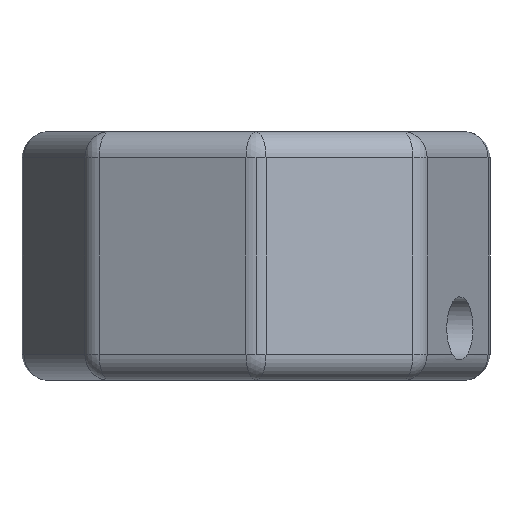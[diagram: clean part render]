
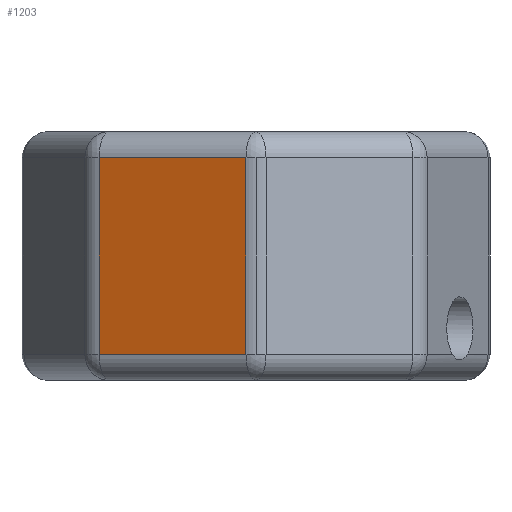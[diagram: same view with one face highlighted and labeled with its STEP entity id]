
A CAD part, left-side view. The second image highlights one B-rep face of the part: STEP entity #1203.
In plain terms, the highlighted planar face has unit normal (-0.924, 0.383, 0).
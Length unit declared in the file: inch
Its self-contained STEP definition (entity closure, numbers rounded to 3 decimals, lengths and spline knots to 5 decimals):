
#22 = CARTESIAN_POINT ( 'NONE',  ( -0.51475, 0.47214, 0.07874 ) ) ;
#33 = EDGE_CURVE ( 'NONE', #1612, #2163, #2032, .T. ) ;
#79 = CARTESIAN_POINT ( 'NONE',  ( -0.51475, 0.47214, 0.66929 ) ) ;
#115 = ORIENTED_EDGE ( 'NONE', *, *, #2240, .T. ) ;
#125 = ORIENTED_EDGE ( 'NONE', *, *, #33, .T. ) ;
#377 = VERTEX_POINT ( 'NONE', #2302 ) ;
#426 = VECTOR ( 'NONE', #848, 39.37008 ) ;
#848 = DIRECTION ( 'NONE',  ( -0.383, -0.924, 0. ) ) ;
#895 = CARTESIAN_POINT ( 'NONE',  ( -0.69784, 0.03013, 0.74803 ) ) ;
#1108 = LINE ( 'NONE', #79, #2699 ) ;
#1159 = DIRECTION ( 'NONE',  ( 0.924, -0.383, 0. ) ) ;
#1174 = EDGE_CURVE ( 'NONE', #2163, #377, #1108, .T. ) ;
#1186 = ORIENTED_EDGE ( 'NONE', *, *, #1174, .T. ) ;
#1203 = ADVANCED_FACE ( 'NONE', ( #1511 ), #2193, .F. ) ;
#1209 = CARTESIAN_POINT ( 'NONE',  ( -0.69784, 0.03013, 0.07874 ) ) ;
#1263 = CARTESIAN_POINT ( 'NONE',  ( -0.50227, 0.50227, 0.07874 ) ) ;
#1288 = EDGE_CURVE ( 'NONE', #1849, #1612, #1513, .T. ) ;
#1473 = VECTOR ( 'NONE', #1703, 39.37008 ) ;
#1511 = FACE_OUTER_BOUND ( 'NONE', #2681, .T. ) ;
#1513 = LINE ( 'NONE', #1263, #426 ) ;
#1612 = VERTEX_POINT ( 'NONE', #1209 ) ;
#1679 = CARTESIAN_POINT ( 'NONE',  ( -0.69784, 0.03013, 0.66929 ) ) ;
#1703 = DIRECTION ( 'NONE',  ( 0., 0., 1. ) ) ;
#1705 = AXIS2_PLACEMENT_3D ( 'NONE', #1770, #1159, #1761 ) ;
#1761 = DIRECTION ( 'NONE',  ( 0.383, 0.924, 0. ) ) ;
#1770 = CARTESIAN_POINT ( 'NONE',  ( -0.50227, 0.50227, 0.74803 ) ) ;
#1814 = ORIENTED_EDGE ( 'NONE', *, *, #1288, .T. ) ;
#1849 = VERTEX_POINT ( 'NONE', #22 ) ;
#1875 = DIRECTION ( 'NONE',  ( 0., 0., -1. ) ) ;
#1933 = VECTOR ( 'NONE', #1875, 39.37008 ) ;
#2032 = LINE ( 'NONE', #895, #1473 ) ;
#2155 = DIRECTION ( 'NONE',  ( 0.383, 0.924, 0. ) ) ;
#2163 = VERTEX_POINT ( 'NONE', #1679 ) ;
#2193 = PLANE ( 'NONE',  #1705 ) ;
#2240 = EDGE_CURVE ( 'NONE', #377, #1849, #2510, .T. ) ;
#2302 = CARTESIAN_POINT ( 'NONE',  ( -0.51475, 0.47214, 0.66929 ) ) ;
#2510 = LINE ( 'NONE', #2513, #1933 ) ;
#2513 = CARTESIAN_POINT ( 'NONE',  ( -0.51475, 0.47214, 0.74803 ) ) ;
#2681 = EDGE_LOOP ( 'NONE', ( #115, #1814, #125, #1186 ) ) ;
#2699 = VECTOR ( 'NONE', #2155, 39.37008 ) ;
